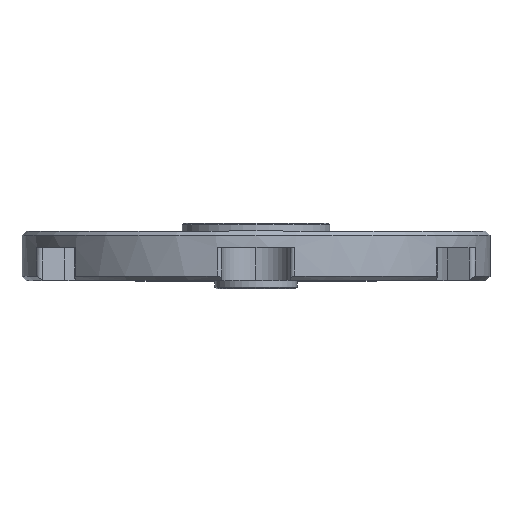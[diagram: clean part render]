
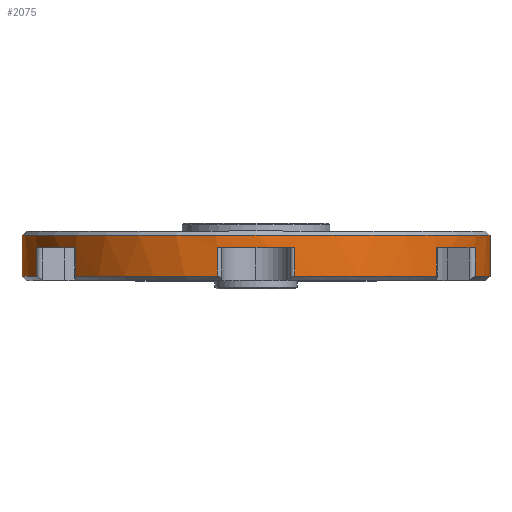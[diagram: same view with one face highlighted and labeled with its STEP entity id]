
A CAD part, top view. The second image highlights one B-rep face of the part: STEP entity #2075.
In plain terms, the highlighted cylindrical face has radius 28.5 mm (diameter 57 mm), a partial arc.
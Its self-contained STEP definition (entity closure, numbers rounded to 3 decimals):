
#16 = VECTOR ( 'NONE', #641, 1000. ) ;
#109 = CARTESIAN_POINT ( 'NONE',  ( 0., 50.3, 0. ) ) ;
#110 = ORIENTED_EDGE ( 'NONE', *, *, #2153, .F. ) ;
#114 = CARTESIAN_POINT ( 'NONE',  ( 21.972, 53.8, 18.151 ) ) ;
#121 = VERTEX_POINT ( 'NONE', #1955 ) ;
#133 = CARTESIAN_POINT ( 'NONE',  ( 26.706, 50.3, 9.953 ) ) ;
#134 = DIRECTION ( 'NONE',  ( 0., 1., 0. ) ) ;
#266 = ORIENTED_EDGE ( 'NONE', *, *, #2350, .T. ) ;
#316 = CIRCLE ( 'NONE', #1689, 28.5 ) ;
#336 = DIRECTION ( 'NONE',  ( 1., 0., 0. ) ) ;
#344 = EDGE_CURVE ( 'NONE', #1782, #2062, #652, .T. ) ;
#353 = DIRECTION ( 'NONE',  ( 1., 0., 0. ) ) ;
#359 = ORIENTED_EDGE ( 'NONE', *, *, #344, .T. ) ;
#375 = CARTESIAN_POINT ( 'NONE',  ( 26.706, 53.8, 9.953 ) ) ;
#384 = CARTESIAN_POINT ( 'NONE',  ( 0., 53.8, 0. ) ) ;
#395 = CARTESIAN_POINT ( 'NONE',  ( -4.733, 54.3, 28.104 ) ) ;
#436 = EDGE_CURVE ( 'NONE', #121, #2709, #813, .T. ) ;
#444 = VERTEX_POINT ( 'NONE', #2636 ) ;
#470 = EDGE_CURVE ( 'NONE', #2705, #2709, #2052, .T. ) ;
#474 = LINE ( 'NONE', #2315, #2004 ) ;
#529 = VECTOR ( 'NONE', #899, 1000. ) ;
#637 = EDGE_CURVE ( 'NONE', #2136, #1309, #1176, .T. ) ;
#641 = DIRECTION ( 'NONE',  ( 0., 1., 0. ) ) ;
#652 = LINE ( 'NONE', #395, #16 ) ;
#664 = DIRECTION ( 'NONE',  ( 0., 1., 0. ) ) ;
#676 = FACE_OUTER_BOUND ( 'NONE', #1253, .T. ) ;
#687 = ORIENTED_EDGE ( 'NONE', *, *, #847, .T. ) ;
#689 = LINE ( 'NONE', #1661, #995 ) ;
#692 = ORIENTED_EDGE ( 'NONE', *, *, #1332, .T. ) ;
#693 = ORIENTED_EDGE ( 'NONE', *, *, #436, .F. ) ;
#698 = VERTEX_POINT ( 'NONE', #2942 ) ;
#714 = CIRCLE ( 'NONE', #2317, 28.5 ) ;
#724 = DIRECTION ( 'NONE',  ( 1., 0., 0. ) ) ;
#728 = AXIS2_PLACEMENT_3D ( 'NONE', #1257, #1753, #1518 ) ;
#778 = ORIENTED_EDGE ( 'NONE', *, *, #2761, .T. ) ;
#800 = DIRECTION ( 'NONE',  ( 0., 1., 0. ) ) ;
#813 = LINE ( 'NONE', #1889, #1531 ) ;
#847 = EDGE_CURVE ( 'NONE', #1750, #2097, #1660, .T. ) ;
#890 = VERTEX_POINT ( 'NONE', #133 ) ;
#899 = DIRECTION ( 'NONE',  ( 0., -1., 0. ) ) ;
#995 = VECTOR ( 'NONE', #2657, 1000. ) ;
#1017 = DIRECTION ( 'NONE',  ( 0., -1., 0. ) ) ;
#1045 = EDGE_CURVE ( 'NONE', #890, #2148, #316, .T. ) ;
#1084 = CARTESIAN_POINT ( 'NONE',  ( 28.5, 50.3, 0. ) ) ;
#1092 = CIRCLE ( 'NONE', #728, 28.5 ) ;
#1119 = CARTESIAN_POINT ( 'NONE',  ( -4.733, 53.8, 28.104 ) ) ;
#1141 = CARTESIAN_POINT ( 'NONE',  ( 0., 55.3, 0. ) ) ;
#1169 = CARTESIAN_POINT ( 'NONE',  ( -4.733, 50.3, 28.104 ) ) ;
#1176 = CIRCLE ( 'NONE', #2292, 28.5 ) ;
#1235 = DIRECTION ( 'NONE',  ( 1., 0., 0. ) ) ;
#1253 = EDGE_LOOP ( 'NONE', ( #2433, #2596, #3057, #692, #1570, #778, #1870, #693, #1350, #687, #2779, #266, #2642, #359, #110, #1705 ) ) ;
#1257 = CARTESIAN_POINT ( 'NONE',  ( 0., 50.3, 0. ) ) ;
#1301 = AXIS2_PLACEMENT_3D ( 'NONE', #1141, #1620, #2863 ) ;
#1309 = VERTEX_POINT ( 'NONE', #114 ) ;
#1310 = CYLINDRICAL_SURFACE ( 'NONE', #1786, 28.5 ) ;
#1332 = EDGE_CURVE ( 'NONE', #2136, #890, #2126, .T. ) ;
#1334 = CARTESIAN_POINT ( 'NONE',  ( -26.706, 53.8, 9.953 ) ) ;
#1337 = AXIS2_PLACEMENT_3D ( 'NONE', #1913, #1692, #724 ) ;
#1350 = ORIENTED_EDGE ( 'NONE', *, *, #2538, .T. ) ;
#1425 = DIRECTION ( 'NONE',  ( 0., 1., 0. ) ) ;
#1430 = EDGE_CURVE ( 'NONE', #1714, #1782, #1092, .T. ) ;
#1465 = VECTOR ( 'NONE', #2043, 1000. ) ;
#1518 = DIRECTION ( 'NONE',  ( 1., 0., 0. ) ) ;
#1531 = VECTOR ( 'NONE', #664, 1000. ) ;
#1570 = ORIENTED_EDGE ( 'NONE', *, *, #1045, .T. ) ;
#1584 = CARTESIAN_POINT ( 'NONE',  ( 0., 54.3, 0. ) ) ;
#1611 = CARTESIAN_POINT ( 'NONE',  ( 4.733, 54.3, 28.104 ) ) ;
#1620 = DIRECTION ( 'NONE',  ( 0., -1., 0. ) ) ;
#1644 = DIRECTION ( 'NONE',  ( 0., -1., 0. ) ) ;
#1660 = LINE ( 'NONE', #1774, #1465 ) ;
#1661 = CARTESIAN_POINT ( 'NONE',  ( -21.972, 54.3, 18.151 ) ) ;
#1689 = AXIS2_PLACEMENT_3D ( 'NONE', #109, #1771, #336 ) ;
#1692 = DIRECTION ( 'NONE',  ( 0., -1., 0. ) ) ;
#1705 = ORIENTED_EDGE ( 'NONE', *, *, #2293, .T. ) ;
#1706 = CIRCLE ( 'NONE', #1337, 28.5 ) ;
#1714 = VERTEX_POINT ( 'NONE', #2394 ) ;
#1750 = VERTEX_POINT ( 'NONE', #2414 ) ;
#1751 = CARTESIAN_POINT ( 'NONE',  ( 0., 53.8, 0. ) ) ;
#1753 = DIRECTION ( 'NONE',  ( 0., 1., 0. ) ) ;
#1771 = DIRECTION ( 'NONE',  ( 0., 1., 0. ) ) ;
#1774 = CARTESIAN_POINT ( 'NONE',  ( -26.706, 54.3, 9.953 ) ) ;
#1782 = VERTEX_POINT ( 'NONE', #1169 ) ;
#1786 = AXIS2_PLACEMENT_3D ( 'NONE', #1584, #2310, #2064 ) ;
#1794 = DIRECTION ( 'NONE',  ( 0., -1., 0. ) ) ;
#1819 = EDGE_CURVE ( 'NONE', #444, #1945, #714, .T. ) ;
#1870 = ORIENTED_EDGE ( 'NONE', *, *, #470, .T. ) ;
#1876 = CARTESIAN_POINT ( 'NONE',  ( 21.972, 54.3, 18.151 ) ) ;
#1889 = CARTESIAN_POINT ( 'NONE',  ( -28.5, 54.3, 0. ) ) ;
#1913 = CARTESIAN_POINT ( 'NONE',  ( 0., 53.8, 0. ) ) ;
#1933 = LINE ( 'NONE', #1611, #2847 ) ;
#1945 = VERTEX_POINT ( 'NONE', #2726 ) ;
#1955 = CARTESIAN_POINT ( 'NONE',  ( -28.5, 50.3, 0. ) ) ;
#1999 = AXIS2_PLACEMENT_3D ( 'NONE', #384, #1794, #353 ) ;
#2004 = VECTOR ( 'NONE', #134, 1000. ) ;
#2008 = CARTESIAN_POINT ( 'NONE',  ( -21.972, 53.8, 18.151 ) ) ;
#2043 = DIRECTION ( 'NONE',  ( 0., 1., 0. ) ) ;
#2052 = CIRCLE ( 'NONE', #1301, 28.5 ) ;
#2062 = VERTEX_POINT ( 'NONE', #1119 ) ;
#2064 = DIRECTION ( 'NONE',  ( -1., 0., 0. ) ) ;
#2075 = ADVANCED_FACE ( 'NONE', ( #676 ), #1310, .T. ) ;
#2097 = VERTEX_POINT ( 'NONE', #1334 ) ;
#2098 = DIRECTION ( 'NONE',  ( 0., 1., 0. ) ) ;
#2126 = LINE ( 'NONE', #2290, #529 ) ;
#2136 = VERTEX_POINT ( 'NONE', #375 ) ;
#2137 = LINE ( 'NONE', #1876, #2175 ) ;
#2148 = VERTEX_POINT ( 'NONE', #1084 ) ;
#2153 = EDGE_CURVE ( 'NONE', #698, #2062, #2458, .T. ) ;
#2175 = VECTOR ( 'NONE', #2098, 1000. ) ;
#2182 = AXIS2_PLACEMENT_3D ( 'NONE', #2502, #800, #2754 ) ;
#2219 = EDGE_CURVE ( 'NONE', #1945, #1309, #2137, .T. ) ;
#2290 = CARTESIAN_POINT ( 'NONE',  ( 26.706, 54.3, 9.953 ) ) ;
#2292 = AXIS2_PLACEMENT_3D ( 'NONE', #1751, #1017, #1235 ) ;
#2293 = EDGE_CURVE ( 'NONE', #698, #444, #1933, .T. ) ;
#2310 = DIRECTION ( 'NONE',  ( 0., 1., 0. ) ) ;
#2315 = CARTESIAN_POINT ( 'NONE',  ( 28.5, 54.3, 0. ) ) ;
#2317 = AXIS2_PLACEMENT_3D ( 'NONE', #2887, #1425, #2632 ) ;
#2320 = EDGE_CURVE ( 'NONE', #2524, #2097, #1706, .T. ) ;
#2350 = EDGE_CURVE ( 'NONE', #2524, #1714, #689, .T. ) ;
#2369 = CARTESIAN_POINT ( 'NONE',  ( 28.5, 55.3, 0. ) ) ;
#2394 = CARTESIAN_POINT ( 'NONE',  ( -21.972, 50.3, 18.151 ) ) ;
#2414 = CARTESIAN_POINT ( 'NONE',  ( -26.706, 50.3, 9.953 ) ) ;
#2433 = ORIENTED_EDGE ( 'NONE', *, *, #1819, .T. ) ;
#2458 = CIRCLE ( 'NONE', #1999, 28.5 ) ;
#2502 = CARTESIAN_POINT ( 'NONE',  ( 0., 50.3, 0. ) ) ;
#2524 = VERTEX_POINT ( 'NONE', #2008 ) ;
#2538 = EDGE_CURVE ( 'NONE', #121, #1750, #2922, .T. ) ;
#2596 = ORIENTED_EDGE ( 'NONE', *, *, #2219, .T. ) ;
#2632 = DIRECTION ( 'NONE',  ( 1., 0., 0. ) ) ;
#2636 = CARTESIAN_POINT ( 'NONE',  ( 4.733, 50.3, 28.104 ) ) ;
#2642 = ORIENTED_EDGE ( 'NONE', *, *, #1430, .T. ) ;
#2657 = DIRECTION ( 'NONE',  ( 0., -1., 0. ) ) ;
#2705 = VERTEX_POINT ( 'NONE', #2369 ) ;
#2709 = VERTEX_POINT ( 'NONE', #2849 ) ;
#2726 = CARTESIAN_POINT ( 'NONE',  ( 21.972, 50.3, 18.151 ) ) ;
#2754 = DIRECTION ( 'NONE',  ( 1., 0., 0. ) ) ;
#2761 = EDGE_CURVE ( 'NONE', #2148, #2705, #474, .T. ) ;
#2779 = ORIENTED_EDGE ( 'NONE', *, *, #2320, .F. ) ;
#2847 = VECTOR ( 'NONE', #1644, 1000. ) ;
#2849 = CARTESIAN_POINT ( 'NONE',  ( -28.5, 55.3, 0. ) ) ;
#2863 = DIRECTION ( 'NONE',  ( -1., 0., 0. ) ) ;
#2887 = CARTESIAN_POINT ( 'NONE',  ( 0., 50.3, 0. ) ) ;
#2922 = CIRCLE ( 'NONE', #2182, 28.5 ) ;
#2942 = CARTESIAN_POINT ( 'NONE',  ( 4.733, 53.8, 28.104 ) ) ;
#3057 = ORIENTED_EDGE ( 'NONE', *, *, #637, .F. ) ;
